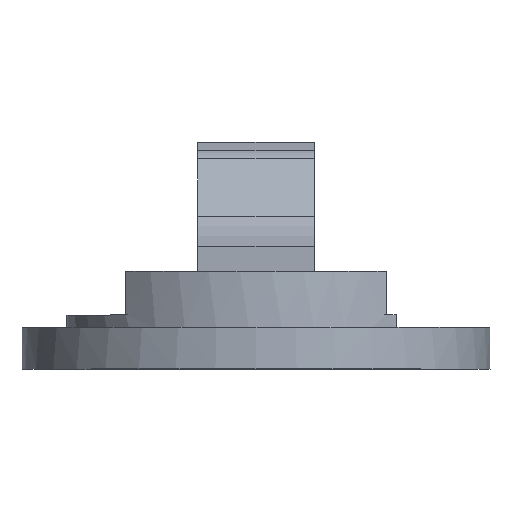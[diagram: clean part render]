
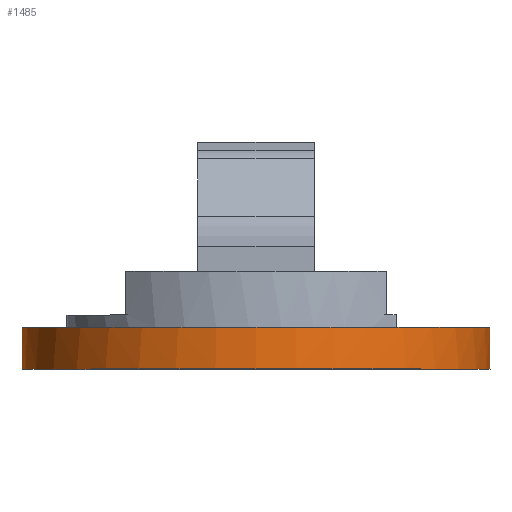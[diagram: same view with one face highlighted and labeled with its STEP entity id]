
A CAD part, top view. The second image highlights one B-rep face of the part: STEP entity #1485.
In plain terms, the highlighted cylindrical face has radius 11.25 mm (diameter 22.5 mm), a full revolution.
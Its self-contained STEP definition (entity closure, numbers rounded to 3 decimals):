
#22=CYLINDRICAL_SURFACE('',#1571,11.25);
#23=CIRCLE('',#1531,11.25);
#40=CIRCLE('',#1563,11.25);
#64=B_SPLINE_CURVE_WITH_KNOTS('',3,(#2803,#2804,#2805,#2806),
 .UNSPECIFIED.,.F.,.F.,(4,4),(-1.595,-1.392),
 .UNSPECIFIED.);
#65=B_SPLINE_CURVE_WITH_KNOTS('',3,(#2809,#2810,#2811,#2812),
 .UNSPECIFIED.,.F.,.F.,(4,4),(0.256,0.512),
 .UNSPECIFIED.);
#66=B_SPLINE_CURVE_WITH_KNOTS('',3,(#2815,#2816,#2817,#2818),
 .UNSPECIFIED.,.F.,.F.,(4,4),(0.,0.256),
 .UNSPECIFIED.);
#67=B_SPLINE_CURVE_WITH_KNOTS('',3,(#2819,#2820,#2821,#2822),
 .UNSPECIFIED.,.F.,.F.,(4,4),(-0.203,0.),.UNSPECIFIED.);
#194=FACE_OUTER_BOUND('',#281,.T.);
#281=EDGE_LOOP('',(#1353,#1354,#1355,#1356,#1357,#1358,#1359,#1360,#1361,
#1362));
#387=LINE('',#2709,#505);
#401=LINE('',#2763,#519);
#402=LINE('',#2813,#520);
#505=VECTOR('',#1784,10.);
#519=VECTOR('',#1826,10.);
#520=VECTOR('',#1831,11.25);
#675=VERTEX_POINT('',#2625);
#704=VERTEX_POINT('',#2706);
#705=VERTEX_POINT('',#2708);
#711=VERTEX_POINT('',#2737);
#715=VERTEX_POINT('',#2754);
#717=VERTEX_POINT('',#2801);
#718=VERTEX_POINT('',#2808);
#719=VERTEX_POINT('',#2814);
#871=EDGE_CURVE('',#675,#675,#23,.T.);
#909=EDGE_CURVE('',#704,#705,#387,.T.);
#921=EDGE_CURVE('',#704,#711,#40,.T.);
#929=EDGE_CURVE('',#715,#711,#401,.T.);
#932=EDGE_CURVE('',#717,#715,#64,.T.);
#933=EDGE_CURVE('',#718,#717,#65,.T.);
#934=EDGE_CURVE('',#718,#675,#402,.T.);
#935=EDGE_CURVE('',#719,#718,#66,.T.);
#936=EDGE_CURVE('',#705,#719,#67,.T.);
#1353=ORIENTED_EDGE('',*,*,#929,.F.);
#1354=ORIENTED_EDGE('',*,*,#932,.F.);
#1355=ORIENTED_EDGE('',*,*,#933,.F.);
#1356=ORIENTED_EDGE('',*,*,#934,.T.);
#1357=ORIENTED_EDGE('',*,*,#871,.F.);
#1358=ORIENTED_EDGE('',*,*,#934,.F.);
#1359=ORIENTED_EDGE('',*,*,#935,.F.);
#1360=ORIENTED_EDGE('',*,*,#936,.F.);
#1361=ORIENTED_EDGE('',*,*,#909,.F.);
#1362=ORIENTED_EDGE('',*,*,#921,.T.);
#1485=ADVANCED_FACE('',(#194),#22,.T.);
#1531=AXIS2_PLACEMENT_3D('',#2626,#1712,#1713);
#1563=AXIS2_PLACEMENT_3D('',#2739,#1807,#1808);
#1571=AXIS2_PLACEMENT_3D('',#2807,#1829,#1830);
#1712=DIRECTION('center_axis',(0.,-1.,0.));
#1713=DIRECTION('ref_axis',(1.,0.,0.));
#1784=DIRECTION('',(0.,1.,0.));
#1807=DIRECTION('center_axis',(0.,-1.,0.));
#1808=DIRECTION('ref_axis',(1.,0.,0.));
#1826=DIRECTION('',(0.,-1.,0.));
#1829=DIRECTION('center_axis',(0.,1.,0.));
#1830=DIRECTION('ref_axis',(0.,0.,
1.));
#1831=DIRECTION('',(0.,-1.,0.));
#2625=CARTESIAN_POINT('',(42.982,-52.05,134.725));
#2626=CARTESIAN_POINT('Origin',(42.982,-52.05,145.975));
#2706=CARTESIAN_POINT('',(45.782,-50.05,135.079));
#2708=CARTESIAN_POINT('',(45.782,-46.827,135.079));
#2709=CARTESIAN_POINT('',(45.782,-46.05,135.079));
#2737=CARTESIAN_POINT('',(40.182,-50.05,135.079));
#2739=CARTESIAN_POINT('Origin',(42.982,-50.05,145.975));
#2754=CARTESIAN_POINT('',(40.182,-46.827,135.079));
#2763=CARTESIAN_POINT('',(40.182,-46.05,135.079));
#2801=CARTESIAN_POINT('',(41.408,-46.967,134.835));
#2803=CARTESIAN_POINT('Ctrl Pts',(41.408,-46.967,134.835));
#2804=CARTESIAN_POINT('Ctrl Pts',(40.996,-46.98,134.893));
#2805=CARTESIAN_POINT('Ctrl Pts',(40.584,-46.931,134.976));
#2806=CARTESIAN_POINT('Ctrl Pts',(40.182,-46.827,135.079));
#2807=CARTESIAN_POINT('Origin',(42.982,-46.05,145.975));
#2808=CARTESIAN_POINT('',(42.982,-46.944,134.725));
#2809=CARTESIAN_POINT('Ctrl Pts',(42.982,-46.943,134.725));
#2810=CARTESIAN_POINT('Ctrl Pts',(42.456,-46.943,134.725));
#2811=CARTESIAN_POINT('Ctrl Pts',(41.929,-46.951,134.762));
#2812=CARTESIAN_POINT('Ctrl Pts',(41.408,-46.967,134.835));
#2813=CARTESIAN_POINT('',(42.982,-46.05,134.725));
#2814=CARTESIAN_POINT('',(44.556,-46.967,134.835));
#2815=CARTESIAN_POINT('Ctrl Pts',(44.556,-46.967,134.835));
#2816=CARTESIAN_POINT('Ctrl Pts',(44.035,-46.951,134.762));
#2817=CARTESIAN_POINT('Ctrl Pts',(43.508,-46.943,134.725));
#2818=CARTESIAN_POINT('Ctrl Pts',(42.982,-46.943,134.725));
#2819=CARTESIAN_POINT('Ctrl Pts',(45.782,-46.827,135.079));
#2820=CARTESIAN_POINT('Ctrl Pts',(45.38,-46.931,134.976));
#2821=CARTESIAN_POINT('Ctrl Pts',(44.968,-46.98,134.893));
#2822=CARTESIAN_POINT('Ctrl Pts',(44.556,-46.967,134.835));
